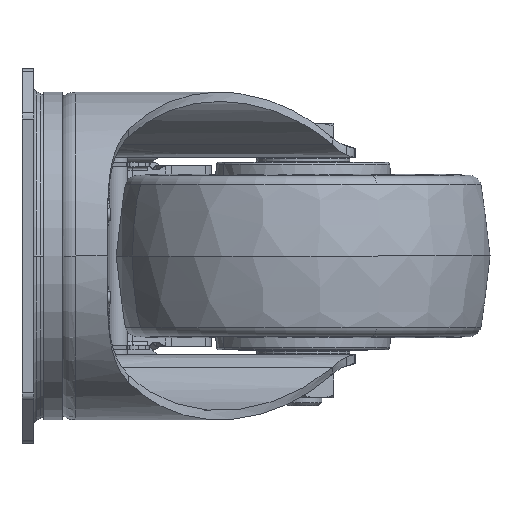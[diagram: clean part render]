
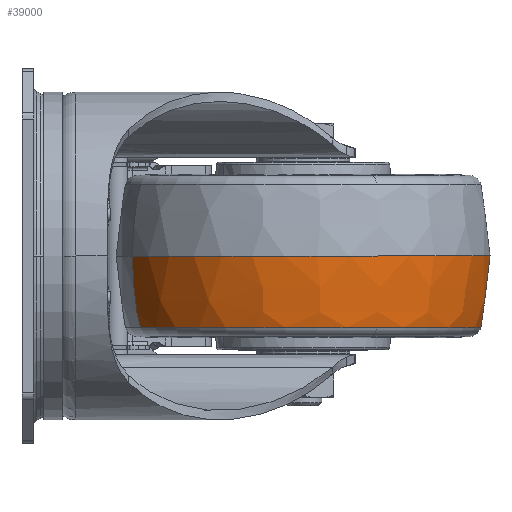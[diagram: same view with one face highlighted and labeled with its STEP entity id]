
A CAD part, left-side view. The second image highlights one B-rep face of the part: STEP entity #39000.
In plain terms, the highlighted free-form (B-spline) face has degree [3, 3] with [4, 4] control points.
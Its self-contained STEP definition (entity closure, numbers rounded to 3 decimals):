
#1316 = CARTESIAN_POINT ( 'NONE',  ( 54.453, -90.46, 0. ) ) ;
#3587 = CIRCLE ( 'NONE', #76312, 38.057 ) ;
#5100 = VERTEX_POINT ( 'NONE', #1316 ) ;
#6985 = CARTESIAN_POINT ( 'NONE',  ( 21.926, -18.379, -12.426 ) ) ;
#10713 = ORIENTED_EDGE ( 'NONE', *, *, #39164, .T. ) ;
#12381 = FACE_OUTER_BOUND ( 'NONE', #50383, .T. ) ;
#13797 = DIRECTION ( 'NONE',  ( -0.911, -0.411, 0. ) ) ;
#15516 = CIRCLE ( 'NONE', #26634, 40. ) ;
#16673 = CARTESIAN_POINT ( 'NONE',  ( 54.392, -90.326, -6.975 ) ) ;
#17210 = CARTESIAN_POINT ( 'NONE',  ( 3.311, -69.653, -15.292 ) ) ;
#20068 = EDGE_CURVE ( 'NONE', #25664, #53905, #32415, .T. ) ;
#24516 = CIRCLE ( 'NONE', #39859, 38.057 ) ;
#24618 = CARTESIAN_POINT ( 'NONE',  ( 54.392, -90.326, -6.975 ) ) ;
#25050 = CARTESIAN_POINT ( 'NONE',  ( 53.653, -88.689, -15.292 ) ) ;
#25151 = ORIENTED_EDGE ( 'NONE', *, *, #70437, .F. ) ;
#25664 = VERTEX_POINT ( 'NONE', #64726 ) ;
#26634 = AXIS2_PLACEMENT_3D ( 'NONE', #27317, #47512, #13797 ) ;
#27317 = CARTESIAN_POINT ( 'NONE',  ( 38., -54., 0. ) ) ;
#27535 = CARTESIAN_POINT ( 'NONE',  ( 21.547, -17.54, 0. ) ) ;
#28608 =( BOUNDED_SURFACE ( )  B_SPLINE_SURFACE ( 3, 3, ( 
 ( #25050, #84647, #58481, #38200 ),
 ( #44322, #64633, #51845, #77665 ),
 ( #24618, #57137, #78535, #50994 ),
 ( #45226, #72028, #37329, #58048 ) ),
 .UNSPECIFIED., .F., .F., .F. ) 
 B_SPLINE_SURFACE_WITH_KNOTS ( ( 4, 4 ),
 ( 4, 4 ),
 ( 0., 1. ),
 ( 0., 1. ),
 .UNSPECIFIED. ) 
 GEOMETRIC_REPRESENTATION_ITEM ( )  RATIONAL_B_SPLINE_SURFACE ( (
 ( 0.984, 0.328, 0.328, 0.984),
 ( 0.808, 0.269, 0.269, 0.808),
 ( 0.719, 0.24, 0.24, 0.719),
 ( 0.72, 0.24, 0.24, 0.72) ) ) 
 REPRESENTATION_ITEM ( '' )  SURFACE ( )  );
#32415 =( BOUNDED_CURVE ( )  B_SPLINE_CURVE ( 3, ( #60537, #6985, #61844, #27535 ),
 .UNSPECIFIED., .F., .F. ) 
 B_SPLINE_CURVE_WITH_KNOTS ( ( 4, 4 ),
 ( 0., 1. ),
 .UNSPECIFIED. ) 
 CURVE ( )  GEOMETRIC_REPRESENTATION_ITEM ( )  RATIONAL_B_SPLINE_CURVE ( ( 0.984, 0.808, 0.719, 0.72 ) ) 
 REPRESENTATION_ITEM ( '' )  );
#37329 = CARTESIAN_POINT ( 'NONE',  ( -51.372, -50.445, 0. ) ) ;
#38200 = CARTESIAN_POINT ( 'NONE',  ( 22.347, -19.311, -15.292 ) ) ;
#39000 = ADVANCED_FACE ( 'NONE', ( #12381 ), #28608, .T. ) ;
#39164 = EDGE_CURVE ( 'NONE', #56138, #5100, #76232, .T. ) ;
#39641 = EDGE_CURVE ( 'NONE', #5100, #53905, #15516, .T. ) ;
#39859 = AXIS2_PLACEMENT_3D ( 'NONE', #69367, #65002, #43818 ) ;
#40747 = ORIENTED_EDGE ( 'NONE', *, *, #39641, .T. ) ;
#42679 = CARTESIAN_POINT ( 'NONE',  ( 53.653, -88.689, -15.292 ) ) ;
#43818 = DIRECTION ( 'NONE',  ( -0.911, -0.411, 0. ) ) ;
#44322 = CARTESIAN_POINT ( 'NONE',  ( 54.074, -89.621, -12.426 ) ) ;
#45226 = CARTESIAN_POINT ( 'NONE',  ( 54.453, -90.46, 0. ) ) ;
#45282 = VERTEX_POINT ( 'NONE', #17210 ) ;
#47512 = DIRECTION ( 'NONE',  ( 0., 0., -1. ) ) ;
#50383 = EDGE_LOOP ( 'NONE', ( #73982, #10713, #40747, #82900, #25151 ) ) ;
#50994 = CARTESIAN_POINT ( 'NONE',  ( 21.608, -17.674, -6.975 ) ) ;
#51845 = CARTESIAN_POINT ( 'NONE',  ( -49.317, -50.527, -12.426 ) ) ;
#53905 = VERTEX_POINT ( 'NONE', #67992 ) ;
#56138 = VERTEX_POINT ( 'NONE', #42679 ) ;
#57137 = CARTESIAN_POINT ( 'NONE',  ( -18.26, -123.111, -6.975 ) ) ;
#58048 = CARTESIAN_POINT ( 'NONE',  ( 21.547, -17.54, 0. ) ) ;
#58481 = CARTESIAN_POINT ( 'NONE',  ( -47.031, -50.618, -15.292 ) ) ;
#60537 = CARTESIAN_POINT ( 'NONE',  ( 22.347, -19.311, -15.292 ) ) ;
#60996 = CARTESIAN_POINT ( 'NONE',  ( 38., -54., -15.292 ) ) ;
#61844 = CARTESIAN_POINT ( 'NONE',  ( 21.608, -17.674, -6.975 ) ) ;
#64528 = CARTESIAN_POINT ( 'NONE',  ( 53.653, -88.689, -15.292 ) ) ;
#64633 = CARTESIAN_POINT ( 'NONE',  ( -17.169, -121.77, -12.426 ) ) ;
#64726 = CARTESIAN_POINT ( 'NONE',  ( 22.347, -19.311, -15.292 ) ) ;
#65002 = DIRECTION ( 'NONE',  ( 0., 0., -1. ) ) ;
#67992 = CARTESIAN_POINT ( 'NONE',  ( 21.547, -17.54, 0. ) ) ;
#68412 = DIRECTION ( 'NONE',  ( 0., 0., -1. ) ) ;
#68824 = DIRECTION ( 'NONE',  ( -0.911, -0.411, 0. ) ) ;
#69367 = CARTESIAN_POINT ( 'NONE',  ( 38., -54., -15.292 ) ) ;
#70182 = CARTESIAN_POINT ( 'NONE',  ( 54.453, -90.46, 0. ) ) ;
#70437 = EDGE_CURVE ( 'NONE', #45282, #25664, #24516, .T. ) ;
#72028 = CARTESIAN_POINT ( 'NONE',  ( -18.467, -123.365, 0. ) ) ;
#73982 = ORIENTED_EDGE ( 'NONE', *, *, #78268, .F. ) ;
#76232 =( BOUNDED_CURVE ( )  B_SPLINE_CURVE ( 3, ( #64528, #77986, #16673, #70182 ),
 .UNSPECIFIED., .F., .T. ) 
 B_SPLINE_CURVE_WITH_KNOTS ( ( 4, 4 ),
 ( 0., 1. ),
 .UNSPECIFIED. ) 
 CURVE ( )  GEOMETRIC_REPRESENTATION_ITEM ( )  RATIONAL_B_SPLINE_CURVE ( ( 0.984, 0.808, 0.719, 0.72 ) ) 
 REPRESENTATION_ITEM ( '' )  );
#76312 = AXIS2_PLACEMENT_3D ( 'NONE', #60996, #68412, #68824 ) ;
#77665 = CARTESIAN_POINT ( 'NONE',  ( 21.926, -18.379, -12.426 ) ) ;
#77986 = CARTESIAN_POINT ( 'NONE',  ( 54.074, -89.621, -12.426 ) ) ;
#78268 = EDGE_CURVE ( 'NONE', #56138, #45282, #3587, .T. ) ;
#78535 = CARTESIAN_POINT ( 'NONE',  ( -51.045, -50.458, -6.975 ) ) ;
#82900 = ORIENTED_EDGE ( 'NONE', *, *, #20068, .F. ) ;
#84647 = CARTESIAN_POINT ( 'NONE',  ( -15.724, -119.996, -15.292 ) ) ;
